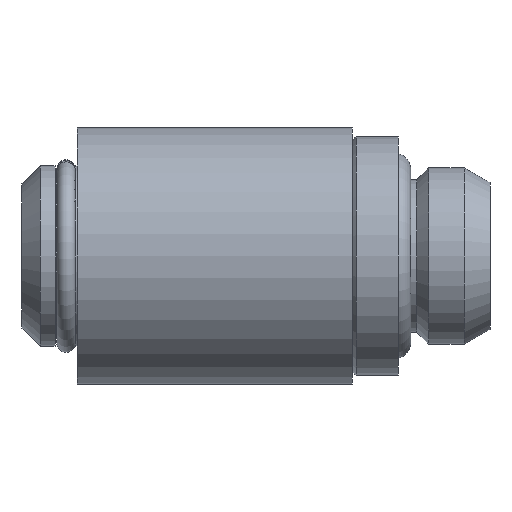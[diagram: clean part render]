
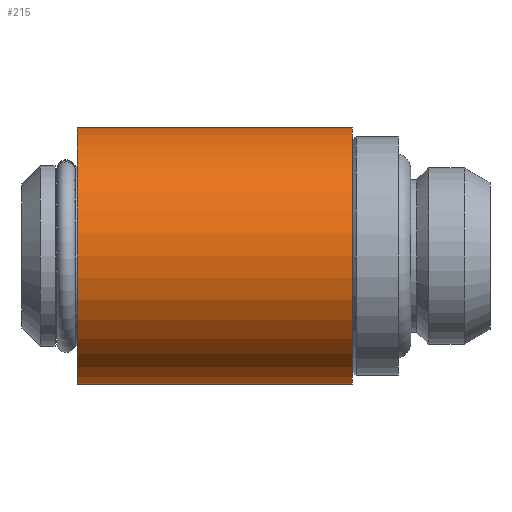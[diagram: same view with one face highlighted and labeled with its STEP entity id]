
A CAD part, left-side view. The second image highlights one B-rep face of the part: STEP entity #215.
In plain terms, the highlighted cylindrical face has radius 7 mm (diameter 14 mm), a partial arc.
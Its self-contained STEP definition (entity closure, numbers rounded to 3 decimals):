
#211 = EDGE_CURVE ( 'NONE', #2166, #2174, #629, .T. ) ;
#214 = ORIENTED_EDGE ( 'NONE', *, *, #211, .F. ) ;
#215 = ADVANCED_FACE ( 'NONE', ( #652 ), #626, .T. ) ;
#220 = ORIENTED_EDGE ( 'NONE', *, *, #2237, .T. ) ;
#621 = AXIS2_PLACEMENT_3D ( 'NONE', #623, #633, #634 ) ;
#623 = CARTESIAN_POINT ( 'NONE',  ( 0., 22.5, 0. ) ) ;
#626 = CYLINDRICAL_SURFACE ( 'NONE', #647, 7. ) ;
#629 = CIRCLE ( 'NONE', #621, 7. ) ;
#633 = DIRECTION ( 'NONE',  ( 0., 1., 0. ) ) ;
#634 = DIRECTION ( 'NONE',  ( 0., 0., 1. ) ) ;
#635 = DIRECTION ( 'NONE',  ( 0., 0., 1. ) ) ;
#640 = CARTESIAN_POINT ( 'NONE',  ( 0., 28.586, 0. ) ) ;
#647 = AXIS2_PLACEMENT_3D ( 'NONE', #640, #648, #635 ) ;
#648 = DIRECTION ( 'NONE',  ( 0., 1., 0. ) ) ;
#652 = FACE_OUTER_BOUND ( 'NONE', #2814, .T. ) ;
#884 = VECTOR ( 'NONE', #899, 1000. ) ;
#888 = CARTESIAN_POINT ( 'NONE',  ( 0., 28.586, 7. ) ) ;
#894 = LINE ( 'NONE', #888, #884 ) ;
#899 = DIRECTION ( 'NONE',  ( 0., 1., 0. ) ) ;
#1398 = CIRCLE ( 'NONE', #1404, 7. ) ;
#1401 = DIRECTION ( 'NONE',  ( 0., 0., -1. ) ) ;
#1402 = DIRECTION ( 'NONE',  ( 0., -1., 0. ) ) ;
#1403 = CARTESIAN_POINT ( 'NONE',  ( 0., 7.5, 0. ) ) ;
#1404 = AXIS2_PLACEMENT_3D ( 'NONE', #1403, #1402, #1401 ) ;
#2152 = VERTEX_POINT ( 'NONE', #2956 ) ;
#2153 = EDGE_CURVE ( 'NONE', #2152, #2166, #2968, .T. ) ;
#2165 = VERTEX_POINT ( 'NONE', #2962 ) ;
#2166 = VERTEX_POINT ( 'NONE', #2961 ) ;
#2174 = VERTEX_POINT ( 'NONE', #3059 ) ;
#2237 = EDGE_CURVE ( 'NONE', #2165, #2174, #894, .T. ) ;
#2542 = EDGE_CURVE ( 'NONE', #2165, #2152, #1398, .T. ) ;
#2812 = ORIENTED_EDGE ( 'NONE', *, *, #2153, .F. ) ;
#2814 = EDGE_LOOP ( 'NONE', ( #2812, #2815, #220, #214 ) ) ;
#2815 = ORIENTED_EDGE ( 'NONE', *, *, #2542, .F. ) ;
#2943 = VECTOR ( 'NONE', #2966, 1000. ) ;
#2956 = CARTESIAN_POINT ( 'NONE',  ( 0., 7.5, -7. ) ) ;
#2961 = CARTESIAN_POINT ( 'NONE',  ( 0., 22.5, -7. ) ) ;
#2962 = CARTESIAN_POINT ( 'NONE',  ( 0., 7.5, 7. ) ) ;
#2966 = DIRECTION ( 'NONE',  ( 0., 1., 0. ) ) ;
#2967 = CARTESIAN_POINT ( 'NONE',  ( 0., 28.586, -7. ) ) ;
#2968 = LINE ( 'NONE', #2967, #2943 ) ;
#3059 = CARTESIAN_POINT ( 'NONE',  ( 0., 22.5, 7. ) ) ;
